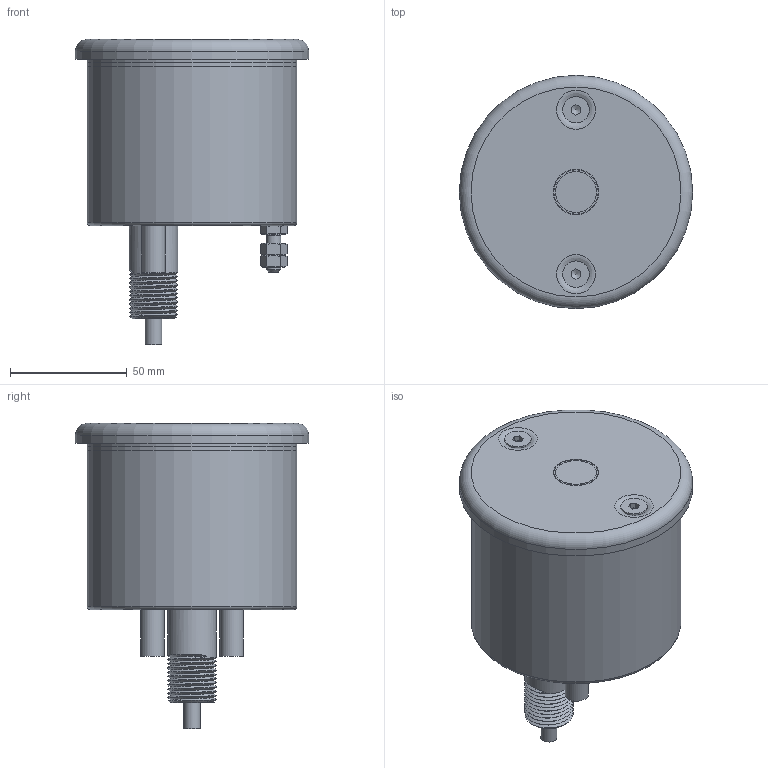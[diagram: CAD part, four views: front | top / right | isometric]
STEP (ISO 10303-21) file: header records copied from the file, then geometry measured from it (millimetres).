
FILE_DESCRIPTION(('STEP AP214'), '1');
FILE_NAME('Ð12-01 Ïüåçîêíîïêà ñ çàêëàäíîé ô110', '2025-03-18T09:02:27', ('Runwill'), (''), 'C3D Converter', 'C3D Toolkit', '');
FILE_SCHEMA(('AUTOMOTIVE_DESIGN { 1 0 10303 214 3 1 1}'));
Length unit declared in the file: millimetre
Assembly tree (29 placements, depth 4):
  (unnamed)
    (unnamed)
      (unnamed)  x8
      (unnamed)
        (unnamed)
        (unnamed)  x2
    (unnamed)
    (unnamed)  x2
    (unnamed)
    (unnamed)
    (unnamed)  x4
    (unnamed)
    (unnamed)
    (unnamed)
    (unnamed)
    (unnamed)
    (unnamed)
    (unnamed)
Bounding box: 100 x 100 x 130.8 mm (x, y, z)
Volume: 119494 mm3; surface area: 142995.8 mm2
Topology: 21 solids, 21 shells, 384 faces, 809 edges, 510 vertices
Faces by surface type: plane 169, cylinder 110, cone 57, torus 31, bspline 11, sphere 6
Full cylindrical faces by diameter (mm): 4.917 x10, 5 x2, 6 x11, 7 x7, 7.5 x26, 9 x1, 10 x9, 11.34 x2, 16.9 x1, 17.5 x2, 19 x1, 19.5 x1, 20.9 x1, 21 x1, 22 x2, 24 x1, 26 x1, 52 x3, 54.4 x1, 87.6 x1, 90 x4, 97 x1, 100 x1
Entity records: 25379 total; most frequent: CARTESIAN_POINT 17857, DIRECTION 1317, ORIENTED_EDGE 976, AXIS2_PLACEMENT_3D 594, EDGE_LOOP 558, EDGE_CURVE 488, VERTEX_POINT 396, ADVANCED_FACE 316
